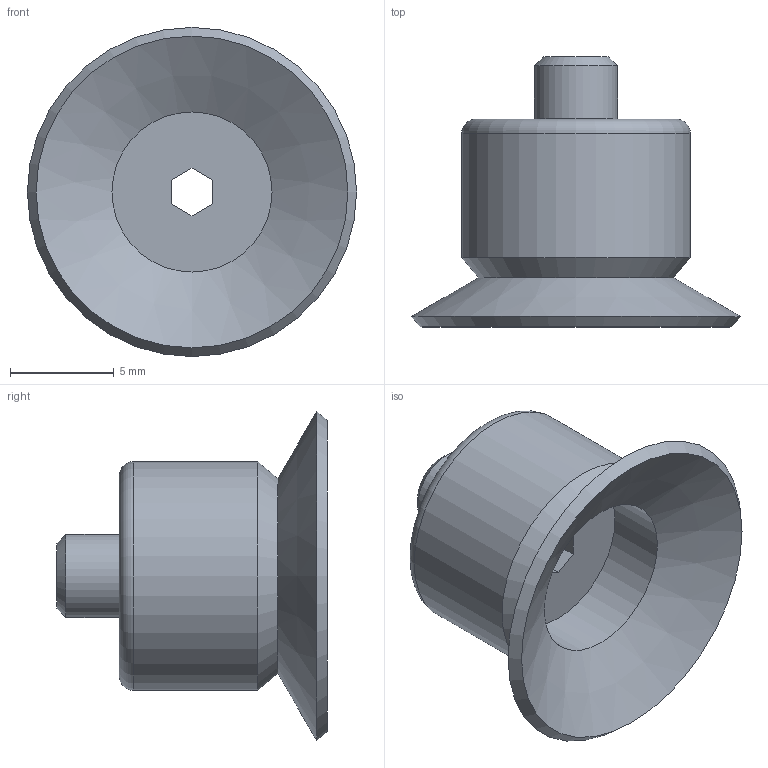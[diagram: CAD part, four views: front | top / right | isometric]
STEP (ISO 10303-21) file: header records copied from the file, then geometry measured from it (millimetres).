
FILE_DESCRIPTION(/* description */ ('STEP AP214'),/* implementation_level */ '2;1');
FILE_NAME(/* name */ '189335_ESS-15-EU',/* time_stamp */ '2024-08-28T08:25:19+02:00',/* author */ ('License CC BY-ND 4.0'),/* organization */ ('CADENAS'),/* preprocessor_version */ 'ST-DEVELOPER v19.3',/* originating_system */ 'PARTsolutions',/* authorisation */ ' ');
FILE_SCHEMA (('AUTOMOTIVE_DESIGN {1 0 10303 214 3 1 1}'));
Length unit declared in the file: millimetre
Products named in the file (1): 189335 ESS-15-EU
Bounding box: 15.84 x 13 x 15.84 mm (x, y, z)
Volume: 694.3 mm3; surface area: 884.5 mm2
Topology: 1 solids, 1 shells, 18 faces, 38 edges, 23 vertices
Faces by surface type: plane 9, cone 5, cylinder 3, torus 1
Full cylindrical faces by diameter (mm): 4 x1, 7.7 x1, 11 x1
Entity records: 586 total; most frequent: DIRECTION 78, CARTESIAN_POINT 71, ORIENTED_EDGE 58, EDGE_LOOP 30, FACE_BOUND 30, AXIS2_PLACEMENT_3D 30, EDGE_CURVE 29, VERTEX_POINT 23
